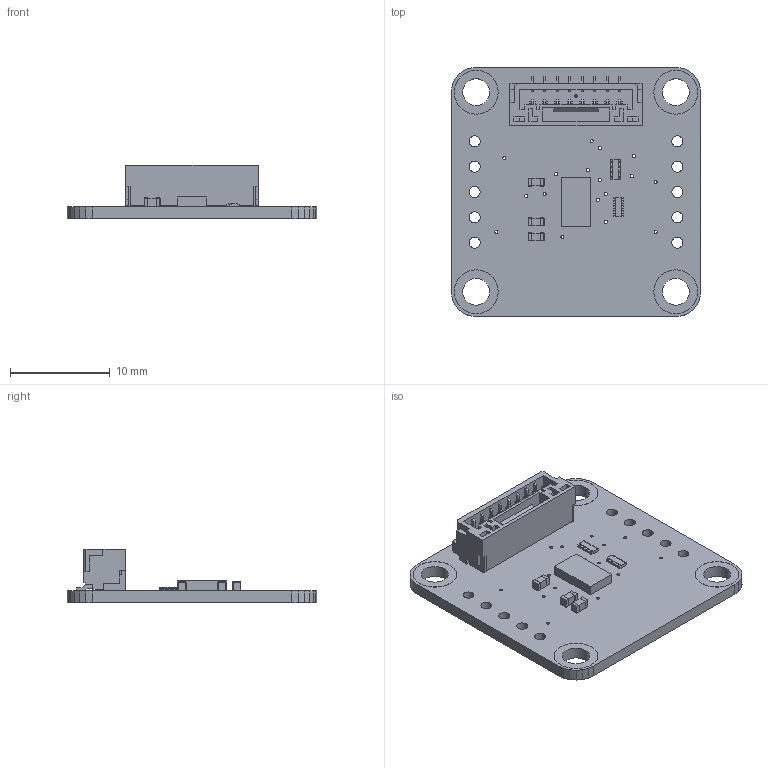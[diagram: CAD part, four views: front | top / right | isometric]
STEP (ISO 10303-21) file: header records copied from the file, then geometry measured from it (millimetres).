
FILE_DESCRIPTION (( 'STEP AP214' ), '1' );
FILE_NAME ('NSE-1123-1.step', '2020-11-24T21:13:28', ( '' ), ( '' ), 'SwSTEP 2.0', 'SolidWorks 2016', '' );
FILE_SCHEMA (( 'AUTOMOTIVE_DESIGN' ));
Length unit declared in the file: millimetre
Products named in the file (6): ADXL345; Board_NSE-1123-1; NSE-1123-1; cap_0603; rescax-8_1x2x0.5; CON-1012-8
Assembly tree (8 placements, depth 2):
  NSE-1123-1
    Board_NSE-1123-1
    cap_0603  x3
    CON-1012-8
    rescax-8_1x2x0.5  x2
    ADXL345
Bounding box: 25 x 25 x 5.41 mm (x, y, z)
Volume: 852.5 mm3; surface area: 1971.4 mm2
Topology: 8 solids, 8 shells, 846 faces, 2256 edges, 1440 vertices
Faces by surface type: plane 760, cylinder 86
Entity records: 23289 total; most frequent: CARTESIAN_POINT 3657, ORIENTED_EDGE 3408, DIRECTION 3062, EDGE_CURVE 1704, VECTOR 1460, LINE 1460, VERTEX_POINT 1108, AXIS2_PLACEMENT_3D 801
